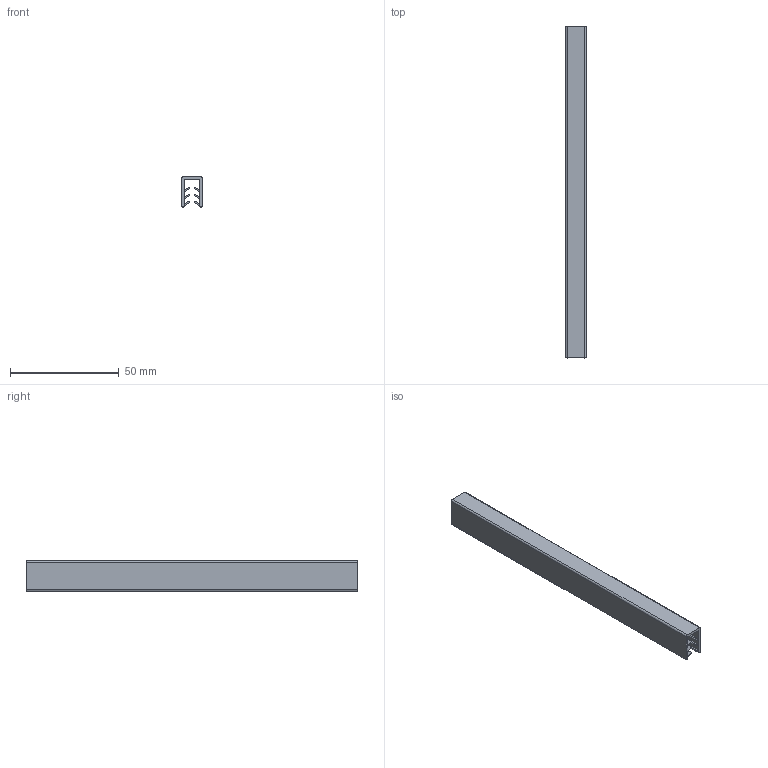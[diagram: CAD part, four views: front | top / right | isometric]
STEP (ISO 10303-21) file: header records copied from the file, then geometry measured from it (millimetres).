
FILE_DESCRIPTION((''),'2;1');
FILE_NAME('SG1934.STP', '2021-02-02T21:34:39',(''), (''), 'KCM Version 2.0.6974.6974', 'KeyCreator Pro', '');
FILE_SCHEMA(('AUTOMOTIVE_DESIGN'));
Length unit declared in the file: inch
Bounding box: 9.53 x 152.4 x 13.97 mm (x, y, z)
Volume: 8336.8 mm3; surface area: 17290.4 mm2
Topology: 7 solids, 7 shells, 48 faces, 102 edges, 68 vertices
Faces by surface type: plane 38, cylinder 10
Entity records: 1347 total; most frequent: DIRECTION 220, CARTESIAN_POINT 219, ORIENTED_EDGE 204, EDGE_CURVE 102, VECTOR 82, LINE 82, AXIS2_PLACEMENT_3D 69, VERTEX_POINT 68
